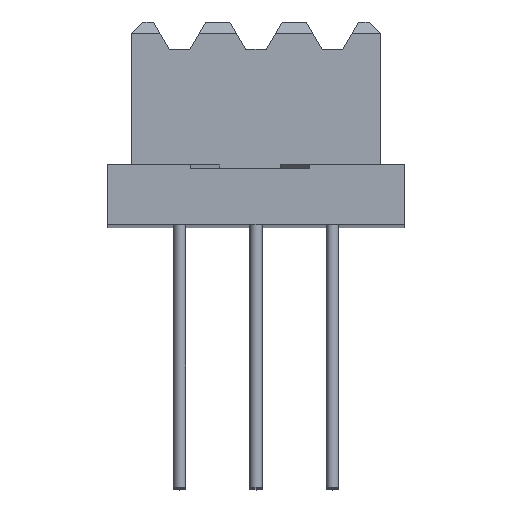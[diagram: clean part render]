
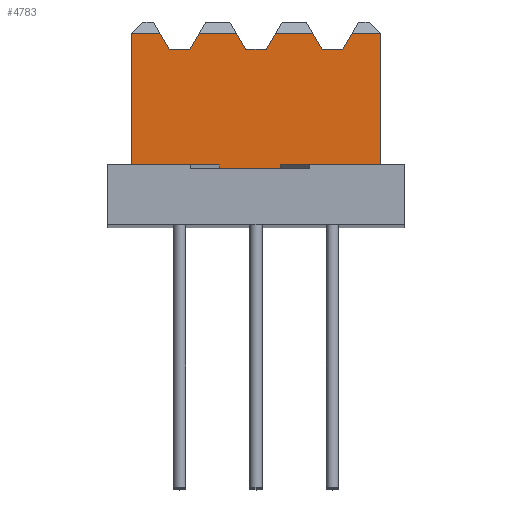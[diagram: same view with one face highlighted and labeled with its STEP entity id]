
A CAD part, top view. The second image highlights one B-rep face of the part: STEP entity #4783.
In plain terms, the highlighted planar face has unit normal (0, 0, 1).
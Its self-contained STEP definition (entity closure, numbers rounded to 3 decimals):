
#2520=PLANE('',#9370);
#2868=FACE_OUTER_BOUND('',#5539,.T.);
#3481=LINE('',#12694,#4239);
#3490=LINE('',#12712,#4248);
#3495=LINE('',#12722,#4253);
#3498=LINE('',#12728,#4256);
#3506=LINE('',#12745,#4264);
#3508=LINE('',#12749,#4266);
#3513=LINE('',#12758,#4271);
#3516=LINE('',#12764,#4274);
#3525=LINE('',#12783,#4283);
#3526=LINE('',#12785,#4284);
#3531=LINE('',#12794,#4289);
#3534=LINE('',#12800,#4292);
#3544=LINE('',#12821,#4302);
#3547=LINE('',#12826,#4305);
#3563=LINE('',#12858,#4321);
#3591=LINE('',#12912,#4349);
#3595=LINE('',#12920,#4353);
#3597=LINE('',#12924,#4355);
#3599=LINE('',#12929,#4357);
#3601=LINE('',#12932,#4359);
#3605=LINE('',#12940,#4363);
#3606=LINE('',#12942,#4364);
#3607=LINE('',#12944,#4365);
#3608=LINE('',#12946,#4366);
#4239=VECTOR('',#10870,1.);
#4248=VECTOR('',#10883,1.);
#4253=VECTOR('',#10894,1.);
#4256=VECTOR('',#10899,1.);
#4264=VECTOR('',#10911,1.);
#4266=VECTOR('',#10915,1.);
#4271=VECTOR('',#10924,1.);
#4274=VECTOR('',#10929,1.);
#4283=VECTOR('',#10942,1.);
#4284=VECTOR('',#10945,1.);
#4289=VECTOR('',#10954,1.);
#4292=VECTOR('',#10959,1.);
#4302=VECTOR('',#10975,1.);
#4305=VECTOR('',#10980,1.);
#4321=VECTOR('',#11006,1.);
#4349=VECTOR('',#11050,1.);
#4353=VECTOR('',#11056,1.);
#4355=VECTOR('',#11060,1.);
#4357=VECTOR('',#11064,1.);
#4359=VECTOR('',#11068,1.);
#4363=VECTOR('',#11076,1.);
#4364=VECTOR('',#11079,1.);
#4365=VECTOR('',#11080,1.);
#4366=VECTOR('',#11081,1.);
#4783=ADVANCED_FACE('',(#2868),#2520,.T.);
#5539=EDGE_LOOP('',(#7143,#7144,#7145,#7146,#7147,#7148,#7149,#7150,#7151,
#7152,#7153,#7154,#7155,#7156,#7157,#7158,#7159,#7160,#7161,#7162,#7163,
#7164,#7165,#7166));
#7143=ORIENTED_EDGE('',*,*,#8749,.T.);
#7144=ORIENTED_EDGE('',*,*,#8707,.F.);
#7145=ORIENTED_EDGE('',*,*,#8691,.F.);
#7146=ORIENTED_EDGE('',*,*,#8688,.F.);
#7147=ORIENTED_EDGE('',*,*,#8678,.F.);
#7148=ORIENTED_EDGE('',*,*,#8675,.F.);
#7149=ORIENTED_EDGE('',*,*,#8669,.F.);
#7150=ORIENTED_EDGE('',*,*,#8670,.F.);
#7151=ORIENTED_EDGE('',*,*,#8660,.F.);
#7152=ORIENTED_EDGE('',*,*,#8657,.F.);
#7153=ORIENTED_EDGE('',*,*,#8650,.F.);
#7154=ORIENTED_EDGE('',*,*,#8652,.F.);
#7155=ORIENTED_EDGE('',*,*,#8642,.F.);
#7156=ORIENTED_EDGE('',*,*,#8639,.F.);
#7157=ORIENTED_EDGE('',*,*,#8634,.F.);
#7158=ORIENTED_EDGE('',*,*,#8625,.F.);
#7159=ORIENTED_EDGE('',*,*,#8750,.T.);
#7160=ORIENTED_EDGE('',*,*,#8751,.T.);
#7161=ORIENTED_EDGE('',*,*,#8752,.F.);
#7162=ORIENTED_EDGE('',*,*,#8735,.T.);
#7163=ORIENTED_EDGE('',*,*,#8739,.T.);
#7164=ORIENTED_EDGE('',*,*,#8741,.T.);
#7165=ORIENTED_EDGE('',*,*,#8743,.F.);
#7166=ORIENTED_EDGE('',*,*,#8745,.T.);
#7825=VERTEX_POINT('',#12693);
#7826=VERTEX_POINT('',#12695);
#7833=VERTEX_POINT('',#12713);
#7835=VERTEX_POINT('',#12723);
#7837=VERTEX_POINT('',#12729);
#7843=VERTEX_POINT('',#12744);
#7844=VERTEX_POINT('',#12746);
#7847=VERTEX_POINT('',#12759);
#7849=VERTEX_POINT('',#12765);
#7855=VERTEX_POINT('',#12780);
#7856=VERTEX_POINT('',#12782);
#7859=VERTEX_POINT('',#12795);
#7861=VERTEX_POINT('',#12801);
#7869=VERTEX_POINT('',#12822);
#7870=VERTEX_POINT('',#12827);
#7879=VERTEX_POINT('',#12854);
#7899=VERTEX_POINT('',#12913);
#7900=VERTEX_POINT('',#12914);
#7901=VERTEX_POINT('',#12919);
#7902=VERTEX_POINT('',#12923);
#7904=VERTEX_POINT('',#12928);
#7905=VERTEX_POINT('',#12933);
#7907=VERTEX_POINT('',#12943);
#7908=VERTEX_POINT('',#12945);
#8625=EDGE_CURVE('',#7825,#7826,#3481,.T.);
#8634=EDGE_CURVE('',#7826,#7833,#3490,.T.);
#8639=EDGE_CURVE('',#7833,#7835,#3495,.T.);
#8642=EDGE_CURVE('',#7835,#7837,#3498,.T.);
#8650=EDGE_CURVE('',#7843,#7844,#3506,.T.);
#8652=EDGE_CURVE('',#7837,#7843,#3508,.T.);
#8657=EDGE_CURVE('',#7844,#7847,#3513,.T.);
#8660=EDGE_CURVE('',#7847,#7849,#3516,.T.);
#8669=EDGE_CURVE('',#7856,#7855,#3525,.T.);
#8670=EDGE_CURVE('',#7849,#7856,#3526,.T.);
#8675=EDGE_CURVE('',#7855,#7859,#3531,.T.);
#8678=EDGE_CURVE('',#7859,#7861,#3534,.T.);
#8688=EDGE_CURVE('',#7861,#7869,#3544,.T.);
#8691=EDGE_CURVE('',#7869,#7870,#3547,.T.);
#8707=EDGE_CURVE('',#7870,#7879,#3563,.T.);
#8735=EDGE_CURVE('',#7899,#7900,#3591,.T.);
#8739=EDGE_CURVE('',#7900,#7901,#3595,.T.);
#8741=EDGE_CURVE('',#7901,#7902,#3597,.T.);
#8743=EDGE_CURVE('',#7904,#7902,#3599,.T.);
#8745=EDGE_CURVE('',#7904,#7905,#3601,.T.);
#8749=EDGE_CURVE('',#7905,#7879,#3605,.T.);
#8750=EDGE_CURVE('',#7825,#7907,#3606,.T.);
#8751=EDGE_CURVE('',#7907,#7908,#3607,.T.);
#8752=EDGE_CURVE('',#7899,#7908,#3608,.T.);
#9370=AXIS2_PLACEMENT_3D('',#12947,#11082,#11083);
#10870=DIRECTION('',(0.,1.,0.));
#10883=DIRECTION('',(1.,0.,0.));
#10894=DIRECTION('',(0.504,-0.864,0.));
#10899=DIRECTION('',(1.,0.,0.));
#10911=DIRECTION('',(1.,0.,0.));
#10915=DIRECTION('',(0.504,0.864,0.));
#10924=DIRECTION('',(0.504,-0.864,0.));
#10929=DIRECTION('',(1.,0.,0.));
#10942=DIRECTION('',(1.,0.,0.));
#10945=DIRECTION('',(0.504,0.864,0.));
#10954=DIRECTION('',(0.504,-0.864,0.));
#10959=DIRECTION('',(1.,0.,0.));
#10975=DIRECTION('',(0.504,0.864,0.));
#10980=DIRECTION('',(1.,0.,0.));
#11006=DIRECTION('',(0.,-1.,0.));
#11050=DIRECTION('',(0.,-1.,0.));
#11056=DIRECTION('',(1.,0.,0.));
#11060=DIRECTION('',(0.,1.,0.));
#11064=DIRECTION('',(-1.,0.,0.));
#11068=DIRECTION('',(0.,-1.,0.));
#11076=DIRECTION('',(1.,0.,0.));
#11079=DIRECTION('',(1.,0.,0.));
#11080=DIRECTION('',(0.,1.,0.));
#11081=DIRECTION('',(-1.,0.,0.));
#11082=DIRECTION('',(0.,0.,1.));
#11083=DIRECTION('',(0.,-1.,0.));
#12693=CARTESIAN_POINT('',(1.2,1.57,89.9));
#12694=CARTESIAN_POINT('',(1.2,1.57,89.9));
#12695=CARTESIAN_POINT('',(1.2,9.55,89.9));
#12712=CARTESIAN_POINT('',(1.2,9.55,89.9));
#12713=CARTESIAN_POINT('',(2.611,9.55,89.9));
#12722=CARTESIAN_POINT('',(2.611,9.55,89.9));
#12723=CARTESIAN_POINT('',(3.09,8.73,89.9));
#12728=CARTESIAN_POINT('',(3.09,8.73,89.9));
#12729=CARTESIAN_POINT('',(4.09,8.73,89.9));
#12744=CARTESIAN_POINT('',(4.569,9.55,89.9));
#12745=CARTESIAN_POINT('',(4.569,9.55,89.9));
#12746=CARTESIAN_POINT('',(6.421,9.55,89.9));
#12749=CARTESIAN_POINT('',(4.09,8.73,89.9));
#12758=CARTESIAN_POINT('',(6.421,9.55,89.9));
#12759=CARTESIAN_POINT('',(6.9,8.73,89.9));
#12764=CARTESIAN_POINT('',(6.9,8.73,89.9));
#12765=CARTESIAN_POINT('',(7.9,8.73,89.9));
#12780=CARTESIAN_POINT('',(10.231,9.55,89.9));
#12782=CARTESIAN_POINT('',(8.379,9.55,89.9));
#12783=CARTESIAN_POINT('',(8.379,9.55,89.9));
#12785=CARTESIAN_POINT('',(7.9,8.73,89.9));
#12794=CARTESIAN_POINT('',(10.231,9.55,89.9));
#12795=CARTESIAN_POINT('',(10.71,8.73,89.9));
#12800=CARTESIAN_POINT('',(10.71,8.73,89.9));
#12801=CARTESIAN_POINT('',(11.71,8.73,89.9));
#12821=CARTESIAN_POINT('',(11.71,8.73,89.9));
#12822=CARTESIAN_POINT('',(12.189,9.55,89.9));
#12826=CARTESIAN_POINT('',(12.189,9.55,89.9));
#12827=CARTESIAN_POINT('',(13.6,9.55,89.9));
#12854=CARTESIAN_POINT('',(13.6,1.57,89.9));
#12858=CARTESIAN_POINT('',(13.6,9.55,89.9));
#12912=CARTESIAN_POINT('',(5.597,2.97,89.9));
#12913=CARTESIAN_POINT('',(5.597,2.97,89.9));
#12914=CARTESIAN_POINT('',(5.597,2.8,89.9));
#12919=CARTESIAN_POINT('',(8.603,2.8,89.9));
#12920=CARTESIAN_POINT('',(5.597,2.8,89.9));
#12923=CARTESIAN_POINT('',(8.603,2.97,89.9));
#12924=CARTESIAN_POINT('',(8.603,2.8,89.9));
#12928=CARTESIAN_POINT('',(11.775,2.97,89.9));
#12929=CARTESIAN_POINT('',(11.775,2.97,89.9));
#12932=CARTESIAN_POINT('',(11.775,2.97,89.9));
#12933=CARTESIAN_POINT('',(11.775,1.57,89.9));
#12940=CARTESIAN_POINT('',(11.775,1.57,89.9));
#12942=CARTESIAN_POINT('',(1.2,1.57,89.9));
#12943=CARTESIAN_POINT('',(3.025,1.57,89.9));
#12944=CARTESIAN_POINT('',(3.025,1.57,89.9));
#12945=CARTESIAN_POINT('',(3.025,2.97,89.9));
#12946=CARTESIAN_POINT('',(5.597,2.97,89.9));
#12947=CARTESIAN_POINT('',(0.54,9.75,89.9));
